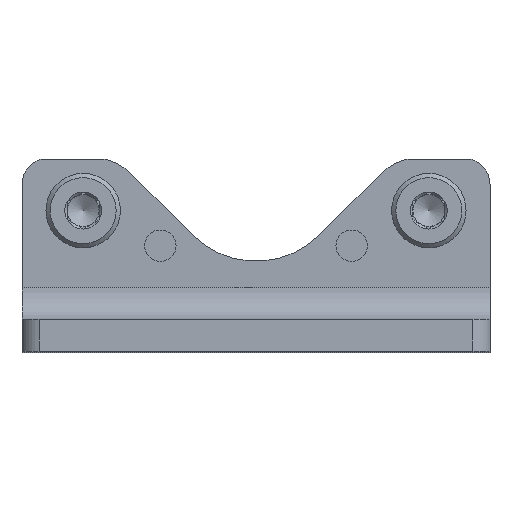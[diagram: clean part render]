
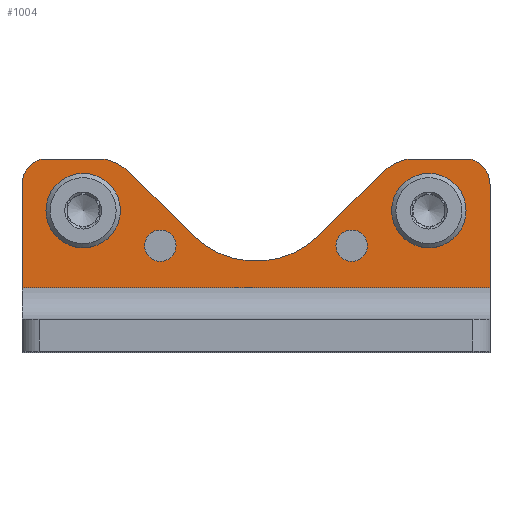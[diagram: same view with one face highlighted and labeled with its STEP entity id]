
A CAD part, top view. The second image highlights one B-rep face of the part: STEP entity #1004.
In plain terms, the highlighted planar face has unit normal (0, 0, 1).
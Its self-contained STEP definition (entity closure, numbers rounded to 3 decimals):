
#110=CIRCLE('',#1123,1.48);
#111=CIRCLE('',#1124,1.48);
#112=CIRCLE('',#1125,2.25);
#113=CIRCLE('',#1126,2.25);
#114=CIRCLE('',#1127,2.5);
#115=CIRCLE('',#1128,2.5);
#116=CIRCLE('',#1129,5.);
#117=CIRCLE('',#1130,8.5);
#118=CIRCLE('',#1131,5.);
#219=ORIENTED_EDGE('',*,*,#473,.F.);
#220=ORIENTED_EDGE('',*,*,#474,.F.);
#221=ORIENTED_EDGE('',*,*,#475,.F.);
#222=ORIENTED_EDGE('',*,*,#476,.F.);
#223=ORIENTED_EDGE('',*,*,#441,.T.);
#224=ORIENTED_EDGE('',*,*,#477,.T.);
#225=ORIENTED_EDGE('',*,*,#451,.T.);
#226=ORIENTED_EDGE('',*,*,#478,.F.);
#227=ORIENTED_EDGE('',*,*,#447,.F.);
#228=ORIENTED_EDGE('',*,*,#479,.T.);
#229=ORIENTED_EDGE('',*,*,#471,.T.);
#230=ORIENTED_EDGE('',*,*,#480,.T.);
#231=ORIENTED_EDGE('',*,*,#481,.F.);
#232=ORIENTED_EDGE('',*,*,#482,.F.);
#233=ORIENTED_EDGE('',*,*,#483,.F.);
#234=ORIENTED_EDGE('',*,*,#484,.T.);
#441=EDGE_CURVE('',#576,#575,#654,.T.);
#447=EDGE_CURVE('',#579,#580,#659,.T.);
#451=EDGE_CURVE('',#582,#581,#661,.T.);
#471=EDGE_CURVE('',#596,#595,#671,.T.);
#473=EDGE_CURVE('',#597,#597,#110,.T.);
#474=EDGE_CURVE('',#598,#598,#111,.T.);
#475=EDGE_CURVE('',#599,#599,#112,.F.);
#476=EDGE_CURVE('',#600,#600,#113,.F.);
#477=EDGE_CURVE('',#575,#582,#114,.F.);
#478=EDGE_CURVE('',#580,#581,#673,.T.);
#479=EDGE_CURVE('',#579,#596,#115,.F.);
#480=EDGE_CURVE('',#595,#601,#116,.F.);
#481=EDGE_CURVE('',#602,#601,#674,.T.);
#482=EDGE_CURVE('',#603,#602,#117,.F.);
#483=EDGE_CURVE('',#604,#603,#675,.T.);
#484=EDGE_CURVE('',#604,#576,#118,.F.);
#575=VERTEX_POINT('',#1614);
#576=VERTEX_POINT('',#1616);
#579=VERTEX_POINT('',#1625);
#580=VERTEX_POINT('',#1627);
#581=VERTEX_POINT('',#1632);
#582=VERTEX_POINT('',#1634);
#595=VERTEX_POINT('',#1670);
#596=VERTEX_POINT('',#1672);
#597=VERTEX_POINT('',#1676);
#598=VERTEX_POINT('',#1678);
#599=VERTEX_POINT('',#1680);
#600=VERTEX_POINT('',#1682);
#601=VERTEX_POINT('',#1687);
#602=VERTEX_POINT('',#1689);
#603=VERTEX_POINT('',#1691);
#604=VERTEX_POINT('',#1693);
#654=LINE('',#1615,#724);
#659=LINE('',#1626,#729);
#661=LINE('',#1633,#731);
#671=LINE('',#1671,#741);
#673=LINE('',#1684,#743);
#674=LINE('',#1688,#744);
#675=LINE('',#1692,#745);
#724=VECTOR('',#1268,1000.);
#729=VECTOR('',#1277,1000.);
#731=VECTOR('',#1285,1000.);
#741=VECTOR('',#1323,1000.);
#743=VECTOR('',#1337,1000.);
#744=VECTOR('',#1342,1000.);
#745=VECTOR('',#1345,1000.);
#793=EDGE_LOOP('',(#219));
#794=EDGE_LOOP('',(#220));
#795=EDGE_LOOP('',(#221));
#796=EDGE_LOOP('',(#222));
#797=EDGE_LOOP('',(#223,#224,#225,#226,#227,#228,#229,#230,#231,#232,#233,
#234));
#885=FACE_BOUND('',#793,.T.);
#886=FACE_BOUND('',#794,.T.);
#887=FACE_BOUND('',#795,.T.);
#888=FACE_BOUND('',#796,.T.);
#889=FACE_BOUND('',#797,.T.);
#969=PLANE('',#1122);
#1004=ADVANCED_FACE('',(#885,#886,#887,#888,#889),#969,.F.);
#1122=AXIS2_PLACEMENT_3D('',#1674,#1325,#1326);
#1123=AXIS2_PLACEMENT_3D('',#1675,#1327,#1328);
#1124=AXIS2_PLACEMENT_3D('',#1677,#1329,#1330);
#1125=AXIS2_PLACEMENT_3D('',#1679,#1331,#1332);
#1126=AXIS2_PLACEMENT_3D('',#1681,#1333,#1334);
#1127=AXIS2_PLACEMENT_3D('',#1683,#1335,#1336);
#1128=AXIS2_PLACEMENT_3D('',#1685,#1338,#1339);
#1129=AXIS2_PLACEMENT_3D('',#1686,#1340,#1341);
#1130=AXIS2_PLACEMENT_3D('',#1690,#1343,#1344);
#1131=AXIS2_PLACEMENT_3D('',#1694,#1346,#1347);
#1268=DIRECTION('',(-1.,0.,0.));
#1277=DIRECTION('',(0.,-1.,0.));
#1285=DIRECTION('',(0.,-1.,0.));
#1323=DIRECTION('',(-1.,0.,0.));
#1325=DIRECTION('',(0.,0.,-1.));
#1326=DIRECTION('',(-1.,0.,0.));
#1327=DIRECTION('',(0.,0.,1.));
#1328=DIRECTION('',(1.,0.,0.));
#1329=DIRECTION('',(0.,0.,1.));
#1330=DIRECTION('',(1.,0.,0.));
#1331=DIRECTION('',(0.,0.,-1.));
#1332=DIRECTION('',(-1.,0.,0.));
#1333=DIRECTION('',(0.,0.,-1.));
#1334=DIRECTION('',(-1.,0.,0.));
#1335=DIRECTION('',(0.,0.,-1.));
#1336=DIRECTION('',(-1.,0.,0.));
#1337=DIRECTION('',(-1.,0.,0.));
#1338=DIRECTION('',(0.,0.,-1.));
#1339=DIRECTION('',(-1.,0.,0.));
#1340=DIRECTION('',(0.,0.,-1.));
#1341=DIRECTION('',(-1.,0.,0.));
#1342=DIRECTION('',(0.707,0.707,0.));
#1343=DIRECTION('',(0.,0.,-1.));
#1344=DIRECTION('',(-1.,0.,0.));
#1345=DIRECTION('',(0.707,-0.707,0.));
#1346=DIRECTION('',(0.,0.,-1.));
#1347=DIRECTION('',(-1.,0.,0.));
#1614=CARTESIAN_POINT('',(-20.2,18.1,3.));
#1615=CARTESIAN_POINT('',(22.,18.1,3.));
#1616=CARTESIAN_POINT('',(-14.297,18.1,3.));
#1625=CARTESIAN_POINT('',(22.,15.7,3.));
#1626=CARTESIAN_POINT('',(22.,18.1,3.));
#1627=CARTESIAN_POINT('',(22.,6.,3.));
#1632=CARTESIAN_POINT('',(-22.,6.,3.));
#1633=CARTESIAN_POINT('',(-22.,18.1,3.));
#1634=CARTESIAN_POINT('',(-22.,15.7,3.));
#1670=CARTESIAN_POINT('',(14.297,18.1,3.));
#1671=CARTESIAN_POINT('',(22.,18.1,3.));
#1672=CARTESIAN_POINT('',(20.2,18.1,3.));
#1674=CARTESIAN_POINT('',(22.,18.1,3.));
#1675=CARTESIAN_POINT('',(-9.,9.95,3.));
#1676=CARTESIAN_POINT('',(-7.52,9.95,3.));
#1677=CARTESIAN_POINT('',(9.,9.95,3.));
#1678=CARTESIAN_POINT('',(10.48,9.95,3.));
#1679=CARTESIAN_POINT('',(-16.25,13.25,3.));
#1680=CARTESIAN_POINT('',(-18.5,13.25,3.));
#1681=CARTESIAN_POINT('',(16.25,13.25,3.));
#1682=CARTESIAN_POINT('',(14.,13.25,3.));
#1683=CARTESIAN_POINT('',(-19.5,15.7,3.));
#1684=CARTESIAN_POINT('',(22.,6.,3.));
#1685=CARTESIAN_POINT('',(19.5,15.7,3.));
#1686=CARTESIAN_POINT('',(15.292,13.2,3.));
#1687=CARTESIAN_POINT('',(11.756,16.736,3.));
#1688=CARTESIAN_POINT('',(17.56,22.54,3.));
#1689=CARTESIAN_POINT('',(6.01,10.99,3.));
#1690=CARTESIAN_POINT('',(0.,17.,3.));
#1691=CARTESIAN_POINT('',(-6.01,10.99,3.));
#1692=CARTESIAN_POINT('',(4.44,0.54,3.));
#1693=CARTESIAN_POINT('',(-11.756,16.736,3.));
#1694=CARTESIAN_POINT('',(-15.292,13.2,3.));
